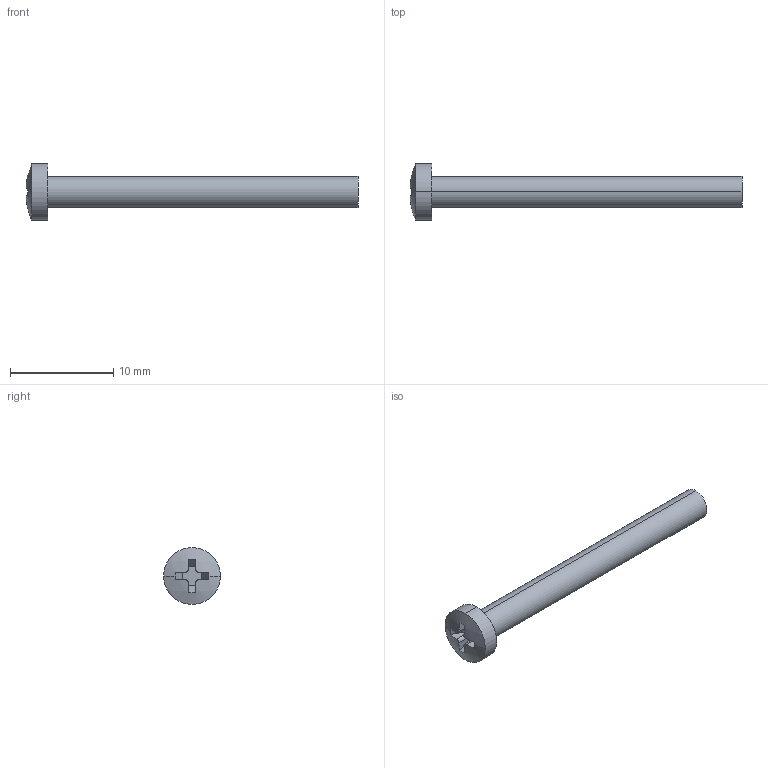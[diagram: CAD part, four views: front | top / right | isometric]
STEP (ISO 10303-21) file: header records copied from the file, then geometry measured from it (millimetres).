
FILE_DESCRIPTION (( 'STEP AP214' ), '1' );
FILE_NAME ('GB_CROSS_SCREWS_TYPE3 M3X30-30-N.step', '2025-04-15T06:14:22', ( '' ), ( '' ), 'SwSTEP 2.0', 'SolidWorks 2024', '' );
FILE_SCHEMA (( 'AUTOMOTIVE_DESIGN' ));
Length unit declared in the file: millimetre
Products named in the file (1): GB_CROSS_SCREWS_TYPE3 M3X30-30-N
Bounding box: 32.12 x 5.5 x 5.5 mm (x, y, z)
Volume: 252.1 mm3; surface area: 370.2 mm2
Topology: 1 solids, 1 shells, 25 faces, 66 edges, 44 vertices
Faces by surface type: plane 15, cylinder 8, sphere 2
Entity records: 825 total; most frequent: CARTESIAN_POINT 156, DIRECTION 144, ORIENTED_EDGE 132, EDGE_CURVE 66, AXIS2_PLACEMENT_3D 56, VERTEX_POINT 44, LINE 32, VECTOR 32
